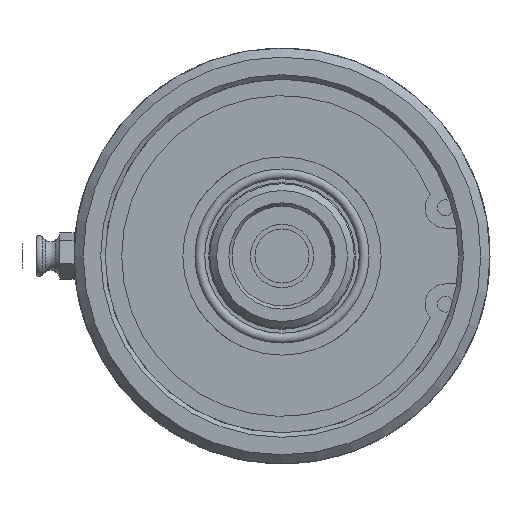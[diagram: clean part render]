
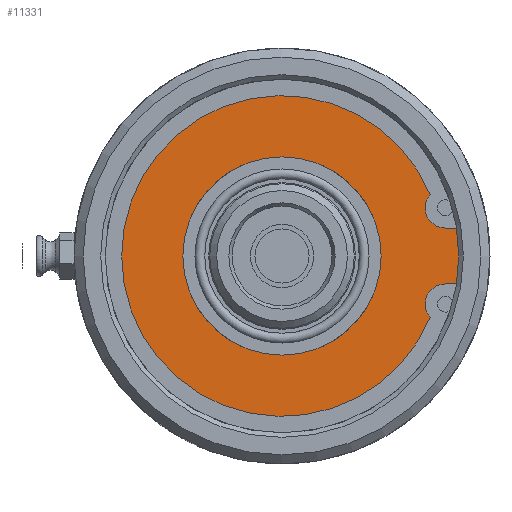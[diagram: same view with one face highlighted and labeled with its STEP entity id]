
A CAD part, left-side view. The second image highlights one B-rep face of the part: STEP entity #11331.
In plain terms, the highlighted planar face has unit normal (-1, 0, 0).
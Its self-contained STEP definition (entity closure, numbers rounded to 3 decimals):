
#595=PLANE('',#12126);
#663=FACE_BOUND('',#1962,.T.);
#1255=FACE_OUTER_BOUND('',#1961,.T.);
#1961=EDGE_LOOP('',(#10041,#10042,#10043,#10044,#10045,#10046));
#1962=EDGE_LOOP('',(#10047,#10048));
#2993=CIRCLE('',#11959,3.556);
#2995=CIRCLE('',#11962,28.142);
#2997=CIRCLE('',#11965,3.556);
#3006=CIRCLE('',#11979,33.45);
#3073=CIRCLE('',#12093,17.4);
#3074=CIRCLE('',#12094,17.4);
#3580=LINE('',#29977,#4100);
#3589=LINE('',#30019,#4109);
#4100=VECTOR('',#13735,10.);
#4109=VECTOR('',#13760,10.);
#5068=VERTEX_POINT('',#29974);
#5069=VERTEX_POINT('',#29976);
#5079=VERTEX_POINT('',#30016);
#5080=VERTEX_POINT('',#30018);
#5082=VERTEX_POINT('',#30026);
#5084=VERTEX_POINT('',#30032);
#5175=VERTEX_POINT('',#30380);
#5176=VERTEX_POINT('',#30381);
#6631=EDGE_CURVE('',#5069,#5068,#3580,.T.);
#6647=EDGE_CURVE('',#5080,#5079,#3589,.T.);
#6650=EDGE_CURVE('',#5079,#5082,#2993,.T.);
#6653=EDGE_CURVE('',#5082,#5084,#2995,.T.);
#6656=EDGE_CURVE('',#5084,#5069,#2997,.T.);
#6666=EDGE_CURVE('',#5068,#5080,#3006,.T.);
#6793=EDGE_CURVE('',#5175,#5176,#3073,.T.);
#6794=EDGE_CURVE('',#5176,#5175,#3074,.T.);
#10041=ORIENTED_EDGE('',*,*,#6631,.T.);
#10042=ORIENTED_EDGE('',*,*,#6666,.T.);
#10043=ORIENTED_EDGE('',*,*,#6647,.T.);
#10044=ORIENTED_EDGE('',*,*,#6650,.T.);
#10045=ORIENTED_EDGE('',*,*,#6653,.T.);
#10046=ORIENTED_EDGE('',*,*,#6656,.T.);
#10047=ORIENTED_EDGE('',*,*,#6793,.T.);
#10048=ORIENTED_EDGE('',*,*,#6794,.T.);
#11331=ADVANCED_FACE('',(#1255,#663),#595,.F.);
#11959=AXIS2_PLACEMENT_3D('',#30027,#13764,#13765);
#11962=AXIS2_PLACEMENT_3D('',#30033,#13771,#13772);
#11965=AXIS2_PLACEMENT_3D('',#30038,#13778,#13779);
#11979=AXIS2_PLACEMENT_3D('',#30056,#13807,#13808);
#12093=AXIS2_PLACEMENT_3D('',#30382,#14063,#14064);
#12094=AXIS2_PLACEMENT_3D('',#30383,#14065,#14066);
#12126=AXIS2_PLACEMENT_3D('',#30636,#14142,#14143);
#13735=DIRECTION('',(0.,-1.,0.));
#13760=DIRECTION('',(0.,1.,0.));
#13764=DIRECTION('center_axis',(1.,0.,0.));
#13765=DIRECTION('ref_axis',(0.,0.754,0.657));
#13771=DIRECTION('center_axis',(-1.,0.,0.));
#13772=DIRECTION('ref_axis',(0.,0.924,-0.384));
#13778=DIRECTION('center_axis',(1.,0.,0.));
#13779=DIRECTION('ref_axis',(0.,0.,1.));
#13807=DIRECTION('center_axis',(-1.,0.,0.));
#13808=DIRECTION('ref_axis',(0.,1.,0.));
#14063=DIRECTION('center_axis',(1.,0.,0.));
#14064=DIRECTION('ref_axis',(0.,1.,0.));
#14065=DIRECTION('center_axis',(1.,0.,0.));
#14066=DIRECTION('ref_axis',(0.,1.,0.));
#14142=DIRECTION('center_axis',(1.,0.,0.));
#14143=DIRECTION('ref_axis',(0.,0.,-1.));
#29974=CARTESIAN_POINT('',(5.98,-33.089,-4.902));
#29976=CARTESIAN_POINT('',(5.98,-28.672,-4.902));
#29977=CARTESIAN_POINT('',(5.98,-4.432,-4.902));
#30016=CARTESIAN_POINT('',(5.98,-28.672,4.902));
#30018=CARTESIAN_POINT('',(5.98,-33.089,4.902));
#30019=CARTESIAN_POINT('',(5.98,-2.224,4.902));
#30026=CARTESIAN_POINT('',(5.98,-25.99,10.793));
#30027=CARTESIAN_POINT('Origin',(5.98,-28.672,8.458));
#30032=CARTESIAN_POINT('',(5.98,-25.99,-10.793));
#30033=CARTESIAN_POINT('Origin',(5.98,0.,0.));
#30038=CARTESIAN_POINT('Origin',(5.98,-28.672,-8.458));
#30056=CARTESIAN_POINT('Origin',(5.98,0.,0.));
#30380=CARTESIAN_POINT('',(5.98,17.4,0.));
#30381=CARTESIAN_POINT('',(5.98,-17.4,0.));
#30382=CARTESIAN_POINT('Origin',(5.98,0.,
0.));
#30383=CARTESIAN_POINT('Origin',(5.98,0.,
0.));
#30636=CARTESIAN_POINT('Origin',(5.98,24.225,0.));
